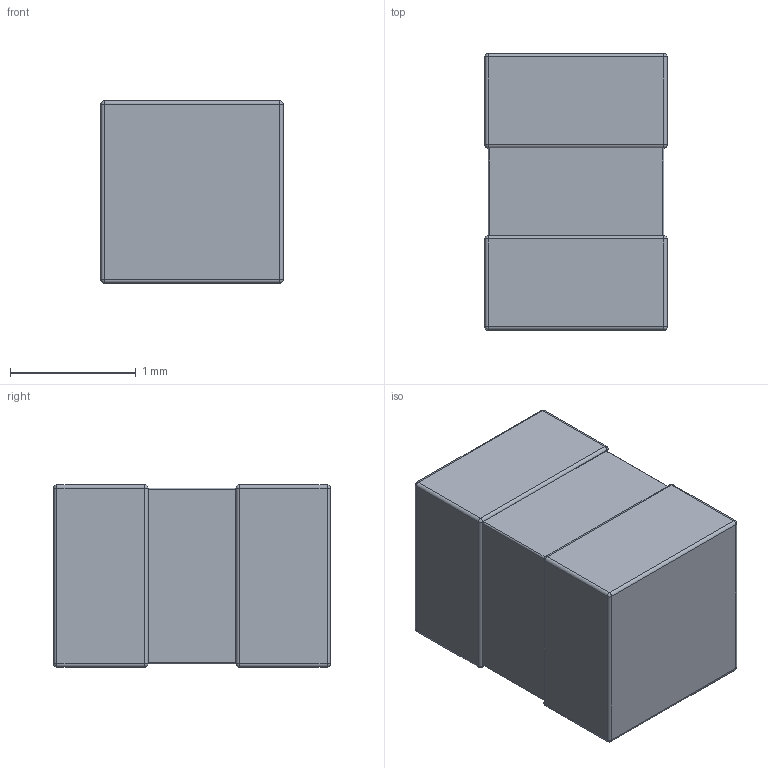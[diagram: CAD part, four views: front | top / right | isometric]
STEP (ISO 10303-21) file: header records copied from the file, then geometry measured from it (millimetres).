
FILE_DESCRIPTION(('FreeCAD Model'),'2;1');
FILE_NAME('Open CASCADE Shape Model','2025-11-14T16:45:17',(''),(''), 'Open CASCADE STEP processor 7.8','FreeCAD','Unknown');
FILE_SCHEMA(('AP242_MANAGED_MODEL_BASED_3D_ENGINEERING_MIM_LF. {1 0 10303 442 1 1 4 }'));
Length unit declared in the file: millimetre
Products named in the file (4): CC0805x; Body; Body001; Body002
Assembly tree (3 placements, depth 2):
  CC0805x
    Body
    Body001
    Body002
Bounding box: 1.45 x 2.2 x 1.45 mm (x, y, z)
Volume: 4.5 mm3; surface area: 24.6 mm2
Topology: 3 solids, 3 shells, 62 faces, 136 edges, 64 vertices
Faces by surface type: cylinder 28, plane 18, sphere 16
Entity records: 3213 total; most frequent: DIRECTION 540, CARTESIAN_POINT 538, LINE 296, VECTOR 296, ORIENTED_EDGE 240, PCURVE 240, DEFINITIONAL_REPRESENTATION 240, AXIS2_PLACEMENT_3D 122
